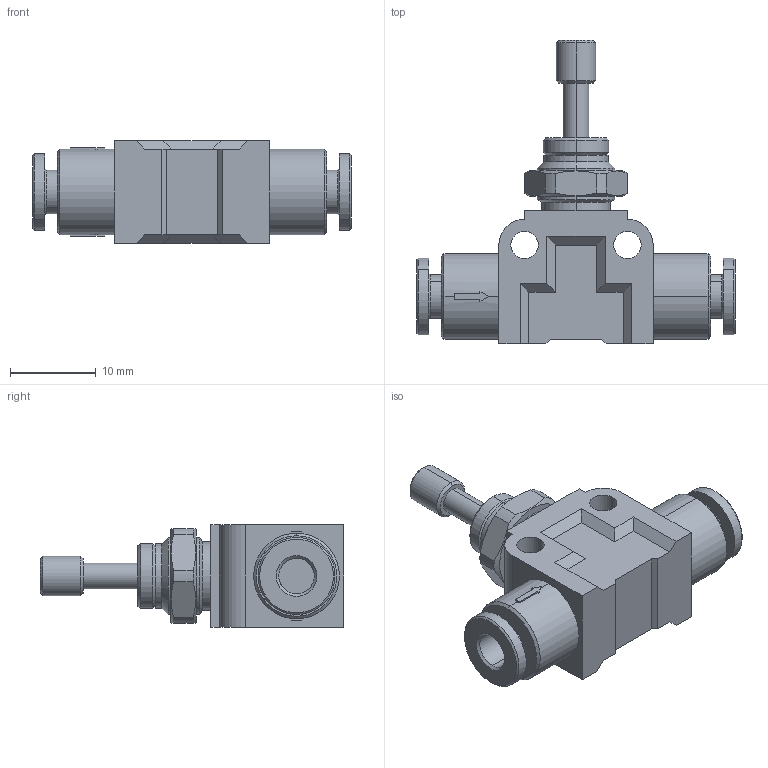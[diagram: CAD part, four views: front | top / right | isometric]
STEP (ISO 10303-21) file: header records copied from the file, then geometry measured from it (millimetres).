
FILE_DESCRIPTION (( 'STEP AP203' ), '1' );
FILE_NAME ('04240B10.STEP', '2010-07-05T12:33:24', ( '' ), ( 'sopra-pneumatic' ), 'SwSTEP 2.0', 'SolidWorks 2009', '' );
FILE_SCHEMA (( 'CONFIG_CONTROL_DESIGN' ));
Length unit declared in the file: millimetre
Products named in the file (1): 04240B10
Bounding box: 37.2 x 35.39 x 12 mm (x, y, z)
Volume: 4416.5 mm3; surface area: 3115.2 mm2
Topology: 1 solids, 5 shells, 156 faces, 366 edges, 234 vertices
Faces by surface type: plane 70, cylinder 54, cone 32
Entity records: 4687 total; most frequent: CARTESIAN_POINT 971, DIRECTION 782, ORIENTED_EDGE 732, EDGE_CURVE 366, AXIS2_PLACEMENT_3D 289, VERTEX_POINT 234, VECTOR 204, LINE 204
